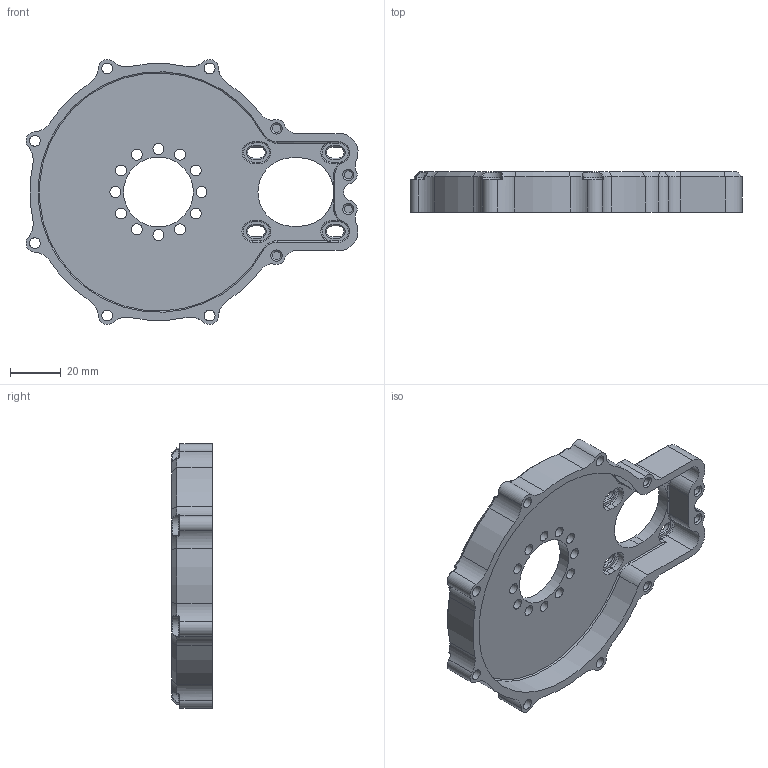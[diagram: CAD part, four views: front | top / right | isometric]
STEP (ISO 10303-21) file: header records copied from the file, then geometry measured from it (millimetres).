
FILE_DESCRIPTION(('STEP AP203'), '1');
FILE_NAME('膰豵鵨', '', ('UNSPECIFIED'), ('UNSPECIFIED'), 'ASCON STEP Converter 1.6', 'ASCON Math Kernel', '');
FILE_SCHEMA(('CONFIG_CONTROL_DESIGN'));
Length unit declared in the file: millimetre
Bounding box: 130.96 x 16 x 104.47 mm (x, y, z)
Volume: 55125.2 mm3; surface area: 29922.5 mm2
Topology: 1 solids, 1 shells, 299 faces, 742 edges, 451 vertices
Faces by surface type: cylinder 115, cone 58, torus 51, plane 50, bspline 25
Full cylindrical faces by diameter (mm): 3.242 x4, 4.3 x18, 27.5 x1
Entity records: 14085 total; most frequent: CARTESIAN_POINT 4656, DIRECTION 1500, ORIENTED_EDGE 1392, EDGE_CURVE 696, AXIS2_PLACEMENT_3D 638, VERTEX_POINT 451, EDGE_LOOP 399, CIRCLE 363
